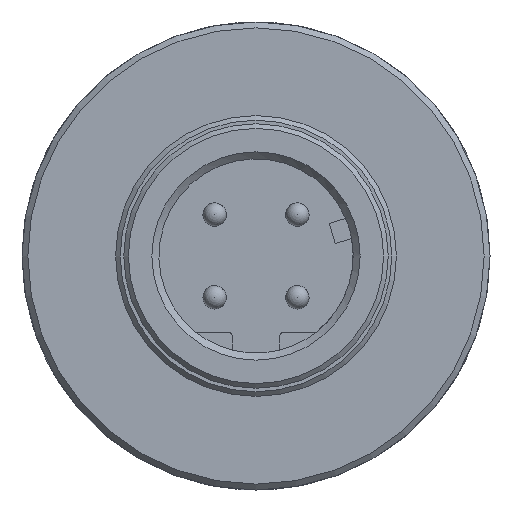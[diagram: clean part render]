
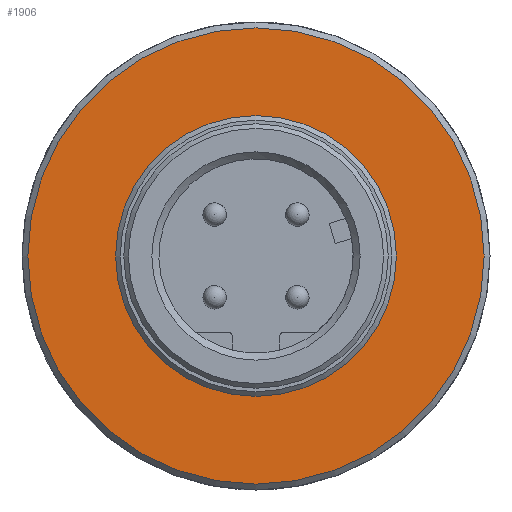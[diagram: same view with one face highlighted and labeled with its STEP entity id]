
A CAD part, front view. The second image highlights one B-rep face of the part: STEP entity #1906.
In plain terms, the highlighted planar face has unit normal (0, -1, 0).
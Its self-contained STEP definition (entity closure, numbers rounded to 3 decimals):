
#159=PLANE('',#2057);
#337=ORIENTED_EDGE('',*,*,#612,.F.);
#338=ORIENTED_EDGE('',*,*,#611,.T.);
#611=EDGE_CURVE('',#752,#752,#850,.T.);
#612=EDGE_CURVE('',#753,#753,#851,.T.);
#752=VERTEX_POINT('',#2832);
#753=VERTEX_POINT('',#2835);
#850=CIRCLE('',#2056,9.75);
#851=CIRCLE('',#2058,6.);
#949=EDGE_LOOP('',(#337));
#950=EDGE_LOOP('',(#338));
#1096=FACE_BOUND('',#949,.T.);
#1097=FACE_BOUND('',#950,.T.);
#1906=ADVANCED_FACE('',(#1096,#1097),#159,.F.);
#2056=AXIS2_PLACEMENT_3D('',#2831,#2340,#2341);
#2057=AXIS2_PLACEMENT_3D('',#2833,#2342,#2343);
#2058=AXIS2_PLACEMENT_3D('',#2834,#2344,#2345);
#2340=DIRECTION('',(0.,-1.,0.));
#2341=DIRECTION('',(0.,0.,-1.));
#2342=DIRECTION('',(0.,1.,0.));
#2343=DIRECTION('',(0.,0.,1.));
#2344=DIRECTION('',(0.,-1.,0.));
#2345=DIRECTION('',(0.,0.,-1.));
#2831=CARTESIAN_POINT('',(0.,0.,0.));
#2832=CARTESIAN_POINT('',(0.,0.,-9.75));
#2833=CARTESIAN_POINT('',(9.75,0.,0.));
#2834=CARTESIAN_POINT('',(0.,0.,0.));
#2835=CARTESIAN_POINT('',(0.,0.,-6.));
